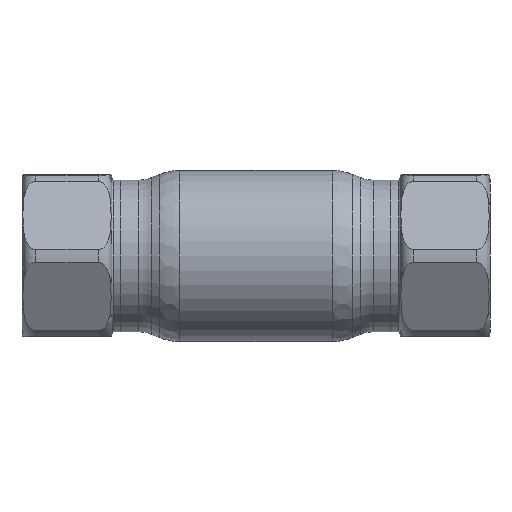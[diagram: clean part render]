
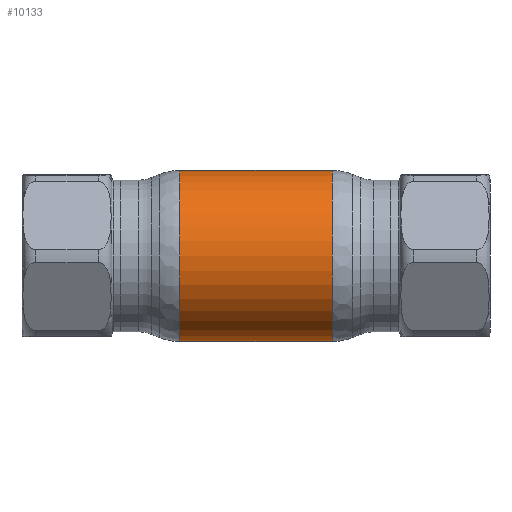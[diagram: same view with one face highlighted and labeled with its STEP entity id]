
A CAD part, front view. The second image highlights one B-rep face of the part: STEP entity #10133.
In plain terms, the highlighted cylindrical face has radius 19 mm (diameter 38 mm), a partial arc.
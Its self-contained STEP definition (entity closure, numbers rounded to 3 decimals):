
#6063 = DIRECTION ( 'NONE',  ( -1., 0., 0. ) ) ;
#6825 = CARTESIAN_POINT ( 'NONE',  ( 16.967, 0., -19. ) ) ;
#10133 = ADVANCED_FACE ( 'NONE', ( #17405 ), #57220, .T. ) ;
#11074 = DIRECTION ( 'NONE',  ( -1., 0., 0. ) ) ;
#11769 = EDGE_CURVE ( 'NONE', #54410, #46774, #51331, .T. ) ;
#13512 = ORIENTED_EDGE ( 'NONE', *, *, #53010, .T. ) ;
#14735 = DIRECTION ( 'NONE',  ( 0., 0., 1. ) ) ;
#15424 = LINE ( 'NONE', #25593, #35096 ) ;
#17405 = FACE_OUTER_BOUND ( 'NONE', #48872, .T. ) ;
#19362 = CARTESIAN_POINT ( 'NONE',  ( -62.69, 0., -19. ) ) ;
#20659 = AXIS2_PLACEMENT_3D ( 'NONE', #34579, #52252, #51688 ) ;
#20661 = EDGE_CURVE ( 'NONE', #54158, #33006, #39566, .T. ) ;
#20817 = ORIENTED_EDGE ( 'NONE', *, *, #11769, .F. ) ;
#21112 = DIRECTION ( 'NONE',  ( -1., 0., 0. ) ) ;
#25593 = CARTESIAN_POINT ( 'NONE',  ( -62.69, 0., 19. ) ) ;
#28406 = LINE ( 'NONE', #19362, #52213 ) ;
#30709 = CARTESIAN_POINT ( 'NONE',  ( -16.967, 0., -19. ) ) ;
#30922 = ORIENTED_EDGE ( 'NONE', *, *, #47566, .F. ) ;
#33006 = VERTEX_POINT ( 'NONE', #57290 ) ;
#34195 = CARTESIAN_POINT ( 'NONE',  ( 16.967, 0., 0. ) ) ;
#34579 = CARTESIAN_POINT ( 'NONE',  ( -62.69, 0., 0. ) ) ;
#35096 = VECTOR ( 'NONE', #11074, 1000. ) ;
#37141 = DIRECTION ( 'NONE',  ( -1., 0., 0. ) ) ;
#39566 = CIRCLE ( 'NONE', #51561, 19. ) ;
#46690 = DIRECTION ( 'NONE',  ( 0., 0., 1. ) ) ;
#46774 = VERTEX_POINT ( 'NONE', #48533 ) ;
#47566 = EDGE_CURVE ( 'NONE', #54158, #54410, #28406, .T. ) ;
#47634 = AXIS2_PLACEMENT_3D ( 'NONE', #53950, #6063, #14735 ) ;
#48533 = CARTESIAN_POINT ( 'NONE',  ( -16.967, 0., 19. ) ) ;
#48872 = EDGE_LOOP ( 'NONE', ( #30922, #52289, #13512, #20817 ) ) ;
#51331 = CIRCLE ( 'NONE', #47634, 19. ) ;
#51561 = AXIS2_PLACEMENT_3D ( 'NONE', #34195, #21112, #46690 ) ;
#51688 = DIRECTION ( 'NONE',  ( 0., 0., 1. ) ) ;
#52213 = VECTOR ( 'NONE', #37141, 1000. ) ;
#52252 = DIRECTION ( 'NONE',  ( -1., 0., 0. ) ) ;
#52289 = ORIENTED_EDGE ( 'NONE', *, *, #20661, .T. ) ;
#53010 = EDGE_CURVE ( 'NONE', #33006, #46774, #15424, .T. ) ;
#53950 = CARTESIAN_POINT ( 'NONE',  ( -16.967, 0., 0. ) ) ;
#54158 = VERTEX_POINT ( 'NONE', #6825 ) ;
#54410 = VERTEX_POINT ( 'NONE', #30709 ) ;
#57220 = CYLINDRICAL_SURFACE ( 'NONE', #20659, 19. ) ;
#57290 = CARTESIAN_POINT ( 'NONE',  ( 16.967, 0., 19. ) ) ;
